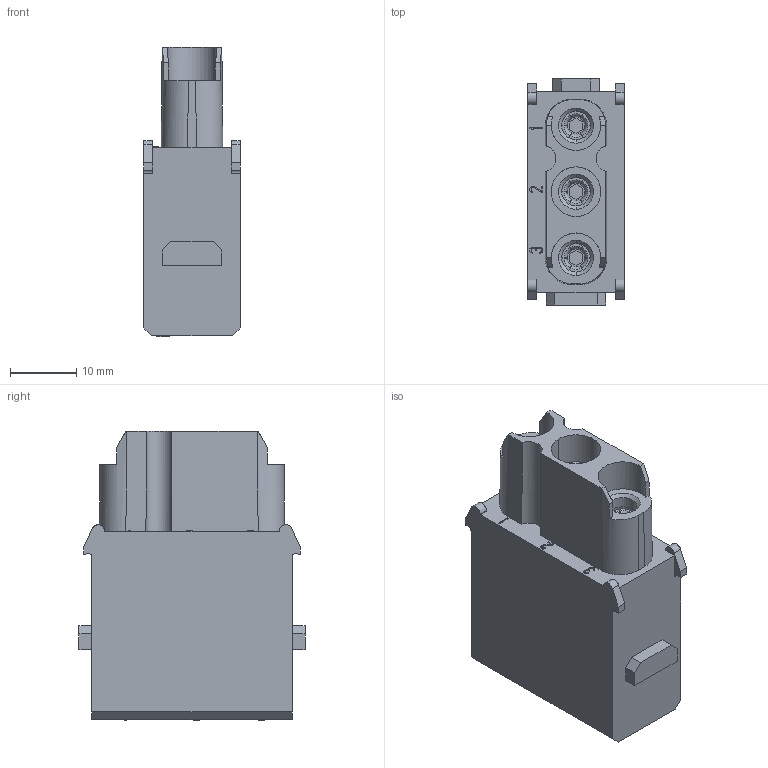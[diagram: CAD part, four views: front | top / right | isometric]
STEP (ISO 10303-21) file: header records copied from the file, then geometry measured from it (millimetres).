
FILE_DESCRIPTION((''),'2;1');
FILE_NAME('3D_1290030210001_HMK-003_1-F_2_','2017-06-07T',('tl.yang'),(''),'PRO/ENGINEER BY PARAMETRIC TECHNOLOGY CORPORATION, 2011500','PRO/ENGINEER BY PARAMETRIC TECHNOLOGY CORPORATION, 2011500','');
FILE_SCHEMA(('CONFIG_CONTROL_DESIGN'));
Length unit declared in the file: millimetre
Products named in the file (1): 3D_1290030210001_HMK-003_1-F_2_
Bounding box: 14.6 x 34.2 x 43.7 mm (x, y, z)
Volume: 14219 mm3; surface area: 7273.3 mm2
Topology: 1 solids, 4 shells, 568 faces, 1654 edges, 1116 vertices
Faces by surface type: plane 394, cylinder 66, cone 48, bspline 36, torus 24
Entity records: 19942 total; most frequent: CARTESIAN_POINT 5198, ORIENTED_EDGE 3308, DIRECTION 2778, EDGE_CURVE 1654, VERTEX_POINT 1116, VECTOR 1002, LINE 1002, AXIS2_PLACEMENT_3D 888
